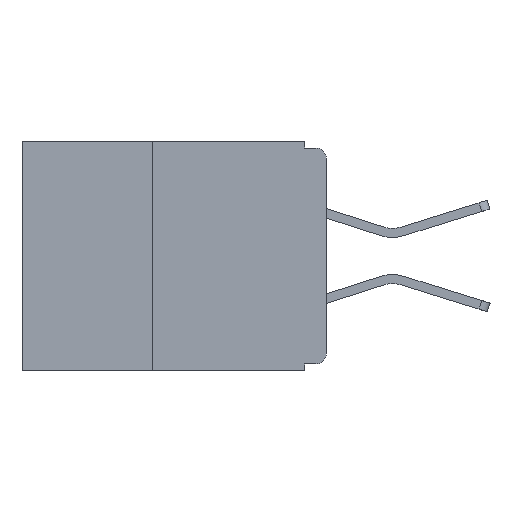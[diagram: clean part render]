
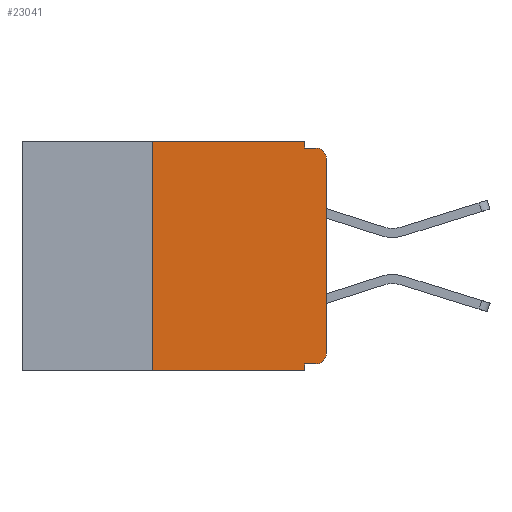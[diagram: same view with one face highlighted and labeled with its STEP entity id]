
A CAD part, left-side view. The second image highlights one B-rep face of the part: STEP entity #23041.
In plain terms, the highlighted planar face has unit normal (-1, 0, 0).
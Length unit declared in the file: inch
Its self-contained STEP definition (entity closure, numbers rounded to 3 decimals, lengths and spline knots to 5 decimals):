
#237 = VECTOR ( 'NONE', #5684, 39.37008 ) ;
#855 = CARTESIAN_POINT ( 'NONE',  ( 0., 0.031, -0.32 ) ) ;
#1210 = LINE ( 'NONE', #11991, #21519 ) ;
#1326 = LINE ( 'NONE', #2639, #15247 ) ;
#1541 = CARTESIAN_POINT ( 'NONE',  ( 0., 0.031, -0.01 ) ) ;
#2408 = EDGE_CURVE ( 'NONE', #14244, #24927, #2963, .T. ) ;
#2639 = CARTESIAN_POINT ( 'NONE',  ( 0., 0.031, -0.33 ) ) ;
#2794 = DIRECTION ( 'NONE',  ( 0., 0., -1. ) ) ;
#2963 = CIRCLE ( 'NONE', #18952, 0.015 ) ;
#3656 = VECTOR ( 'NONE', #23144, 39.37008 ) ;
#4150 = LINE ( 'NONE', #7158, #29266 ) ;
#4154 = EDGE_CURVE ( 'NONE', #24927, #30530, #25820, .T. ) ;
#4622 = VERTEX_POINT ( 'NONE', #1541 ) ;
#4647 = DIRECTION ( 'NONE',  ( 0., 1., 0. ) ) ;
#5077 = DIRECTION ( 'NONE',  ( 0., 0., -1. ) ) ;
#5102 = VERTEX_POINT ( 'NONE', #22199 ) ;
#5124 = VECTOR ( 'NONE', #2794, 39.37008 ) ;
#5161 = EDGE_CURVE ( 'NONE', #30530, #11137, #7803, .T. ) ;
#5435 = VERTEX_POINT ( 'NONE', #855 ) ;
#5684 = DIRECTION ( 'NONE',  ( 0., -1., 0. ) ) ;
#6142 = CARTESIAN_POINT ( 'NONE',  ( 0., 0.437, 0. ) ) ;
#6690 = PLANE ( 'NONE',  #28863 ) ;
#6788 = DIRECTION ( 'NONE',  ( 1., 0., 0. ) ) ;
#7006 = DIRECTION ( 'NONE',  ( 0., -1., 0. ) ) ;
#7158 = CARTESIAN_POINT ( 'NONE',  ( 0., 0., -0.32 ) ) ;
#7803 = CIRCLE ( 'NONE', #23255, 0.015 ) ;
#9067 = CARTESIAN_POINT ( 'NONE',  ( 0., 0.437, 0. ) ) ;
#9538 = CARTESIAN_POINT ( 'NONE',  ( 0., 0., -0.025 ) ) ;
#9894 = ORIENTED_EDGE ( 'NONE', *, *, #4154, .T. ) ;
#10351 = ORIENTED_EDGE ( 'NONE', *, *, #5161, .T. ) ;
#10566 = ORIENTED_EDGE ( 'NONE', *, *, #14859, .F. ) ;
#10846 = EDGE_CURVE ( 'NONE', #23005, #4622, #18129, .T. ) ;
#11137 = VERTEX_POINT ( 'NONE', #13818 ) ;
#11194 = ORIENTED_EDGE ( 'NONE', *, *, #10846, .F. ) ;
#11224 = ORIENTED_EDGE ( 'NONE', *, *, #13501, .F. ) ;
#11566 = CARTESIAN_POINT ( 'NONE',  ( 0., 0.031, 0. ) ) ;
#11818 = LINE ( 'NONE', #6142, #3656 ) ;
#11991 = CARTESIAN_POINT ( 'NONE',  ( 0., 0., -0.01 ) ) ;
#12064 = EDGE_CURVE ( 'NONE', #23011, #23742, #13427, .T. ) ;
#12780 = ORIENTED_EDGE ( 'NONE', *, *, #19541, .F. ) ;
#13028 = CARTESIAN_POINT ( 'NONE',  ( 0., 0.437, -0.33 ) ) ;
#13031 = ORIENTED_EDGE ( 'NONE', *, *, #12064, .T. ) ;
#13198 = LINE ( 'NONE', #20104, #26039 ) ;
#13427 = LINE ( 'NONE', #13028, #237 ) ;
#13501 = EDGE_CURVE ( 'NONE', #5102, #23005, #11818, .T. ) ;
#13717 = ORIENTED_EDGE ( 'NONE', *, *, #17517, .F. ) ;
#13818 = CARTESIAN_POINT ( 'NONE',  ( 0., 0.015, -0.01 ) ) ;
#14014 = CARTESIAN_POINT ( 'NONE',  ( 0., 0.25, -0.33 ) ) ;
#14244 = VERTEX_POINT ( 'NONE', #26495 ) ;
#14859 = EDGE_CURVE ( 'NONE', #4622, #11137, #1210, .T. ) ;
#15247 = VECTOR ( 'NONE', #17394, 39.37008 ) ;
#15268 = DIRECTION ( 'NONE',  ( 0., 0., 1. ) ) ;
#15577 = DIRECTION ( 'NONE',  ( -1., 0., 0. ) ) ;
#15611 = CARTESIAN_POINT ( 'NONE',  ( 0., 0.015, -0.305 ) ) ;
#16430 = ORIENTED_EDGE ( 'NONE', *, *, #22503, .F. ) ;
#16443 = FACE_OUTER_BOUND ( 'NONE', #26601, .T. ) ;
#16800 = CARTESIAN_POINT ( 'NONE',  ( 0., 0.031, -0.33 ) ) ;
#17394 = DIRECTION ( 'NONE',  ( 0., 0., -1. ) ) ;
#17517 = EDGE_CURVE ( 'NONE', #5435, #23742, #1326, .T. ) ;
#17762 = ORIENTED_EDGE ( 'NONE', *, *, #2408, .T. ) ;
#18129 = LINE ( 'NONE', #24798, #5124 ) ;
#18133 = DIRECTION ( 'NONE',  ( 0., 0., -1. ) ) ;
#18185 = DIRECTION ( 'NONE',  ( -1., 0., 0. ) ) ;
#18222 = CARTESIAN_POINT ( 'NONE',  ( 0., 0.015, -0.025 ) ) ;
#18952 = AXIS2_PLACEMENT_3D ( 'NONE', #15611, #15577, #5077 ) ;
#19541 = EDGE_CURVE ( 'NONE', #23011, #5102, #13198, .T. ) ;
#20104 = CARTESIAN_POINT ( 'NONE',  ( 0., 0.25, -0.33 ) ) ;
#21519 = VECTOR ( 'NONE', #7006, 39.37008 ) ;
#21884 = CARTESIAN_POINT ( 'NONE',  ( 0., 0., -0.305 ) ) ;
#22199 = CARTESIAN_POINT ( 'NONE',  ( 0., 0.25, 0. ) ) ;
#22503 = EDGE_CURVE ( 'NONE', #14244, #5435, #4150, .T. ) ;
#23005 = VERTEX_POINT ( 'NONE', #11566 ) ;
#23011 = VERTEX_POINT ( 'NONE', #14014 ) ;
#23041 = ADVANCED_FACE ( 'NONE', ( #16443 ), #6690, .F. ) ;
#23144 = DIRECTION ( 'NONE',  ( 0., -1., 0. ) ) ;
#23255 = AXIS2_PLACEMENT_3D ( 'NONE', #18222, #18185, #18133 ) ;
#23742 = VERTEX_POINT ( 'NONE', #16800 ) ;
#23779 = DIRECTION ( 'NONE',  ( 0., 0., -1. ) ) ;
#24205 = CARTESIAN_POINT ( 'NONE',  ( 0., 0., 0. ) ) ;
#24289 = VECTOR ( 'NONE', #25404, 39.37008 ) ;
#24798 = CARTESIAN_POINT ( 'NONE',  ( 0., 0.031, 0. ) ) ;
#24927 = VERTEX_POINT ( 'NONE', #21884 ) ;
#25404 = DIRECTION ( 'NONE',  ( 0., 0., 1. ) ) ;
#25820 = LINE ( 'NONE', #24205, #24289 ) ;
#26039 = VECTOR ( 'NONE', #15268, 39.37008 ) ;
#26495 = CARTESIAN_POINT ( 'NONE',  ( 0., 0.015, -0.32 ) ) ;
#26601 = EDGE_LOOP ( 'NONE', ( #9894, #10351, #10566, #11194, #11224, #12780, #13031, #13717, #16430, #17762 ) ) ;
#28863 = AXIS2_PLACEMENT_3D ( 'NONE', #9067, #6788, #23779 ) ;
#29266 = VECTOR ( 'NONE', #4647, 39.37008 ) ;
#30530 = VERTEX_POINT ( 'NONE', #9538 ) ;
